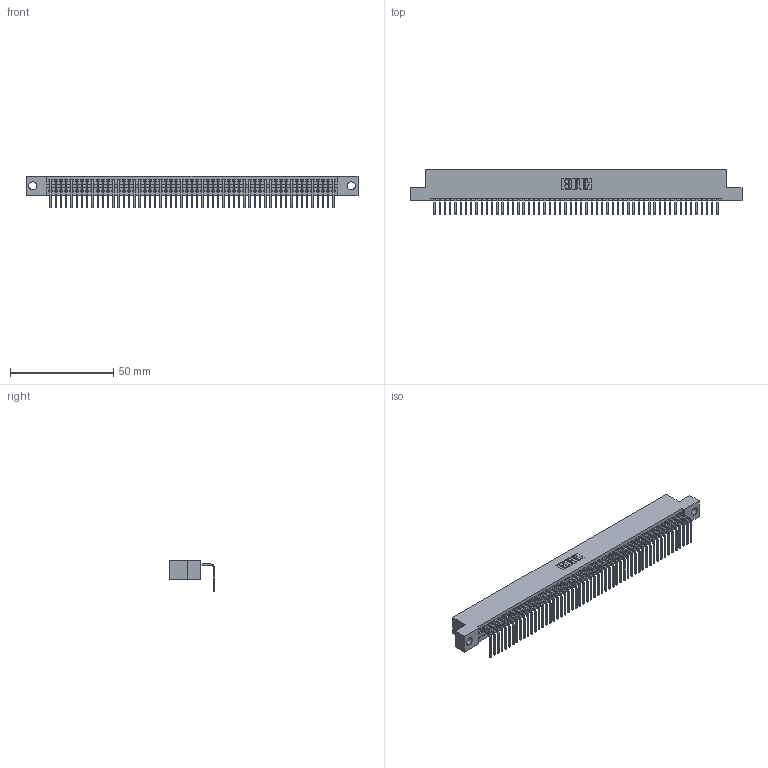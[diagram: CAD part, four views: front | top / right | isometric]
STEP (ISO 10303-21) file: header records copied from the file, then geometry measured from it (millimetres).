
FILE_DESCRIPTION (( 'STEP AP203' ), '1' );
FILE_NAME ('395-055-558-104.STEP', '2018-11-22T00:30:34', ( '' ), ( '' ), 'SwSTEP 2.0', 'SolidWorks 2016', '' );
FILE_SCHEMA (( 'CONFIG_CONTROL_DESIGN' ));
Length unit declared in the file: inch
Products named in the file (3): 345-292-001_558 Tail - 2; 395-055-558-104; 345 Part_Flush Mounting Lugs - 0.156 Dia-TH
Assembly tree (56 placements, depth 2):
  395-055-558-104
    345 Part_Flush Mounting Lugs - 0.156 Dia-TH
    345-292-001_558 Tail - 2  x55
Bounding box: 160.91 x 21.83 x 15.37 mm (x, y, z)
Volume: 15485.2 mm3; surface area: 21640.6 mm2
Topology: 56 solids, 56 shells, 3426 faces, 10351 edges, 6826 vertices
Faces by surface type: plane 2390, cylinder 1036
Entity records: 39731 total; most frequent: CARTESIAN_POINT 6889, ORIENTED_EDGE 6878, DIRECTION 5997, EDGE_CURVE 3439, VECTOR 3087, LINE 3087, VERTEX_POINT 2290, AXIS2_PLACEMENT_3D 1455
